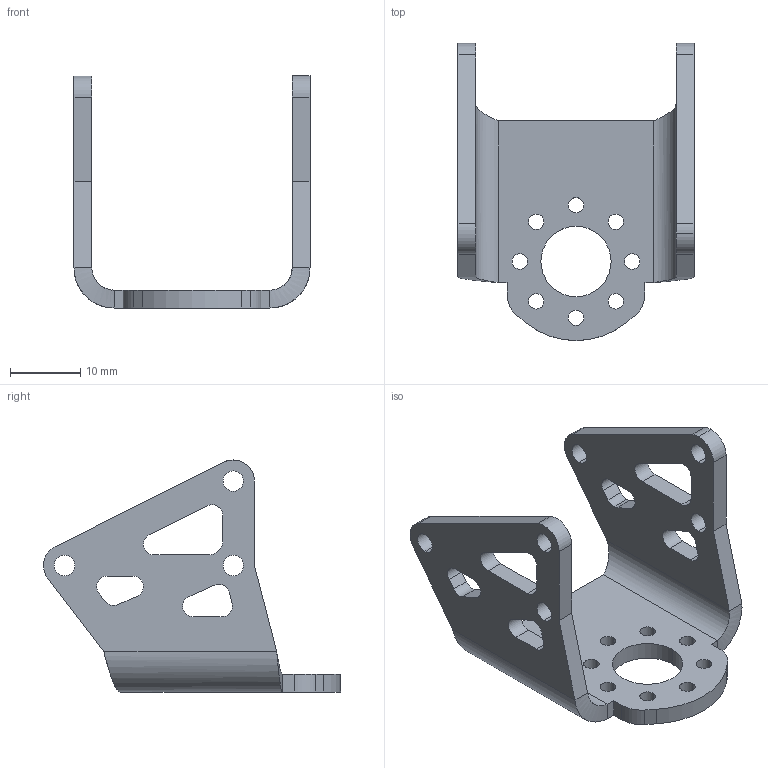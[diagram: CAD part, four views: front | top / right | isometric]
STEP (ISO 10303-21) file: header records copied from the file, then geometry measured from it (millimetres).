
FILE_DESCRIPTION (( 'STEP AP214' ), '1' );
FILE_NAME ('G_Mount.STEP', '2024-01-07T19:57:32', ( '' ), ( '' ), 'SwSTEP 2.0', 'SolidWorks 2022', '' );
FILE_SCHEMA (( 'AUTOMOTIVE_DESIGN' ));
Length unit declared in the file: millimetre
Products named in the file (1): G_Mount
Bounding box: 33.58 x 42.25 x 33 mm (x, y, z)
Volume: 4687.1 mm3; surface area: 4989.7 mm2
Topology: 1 solids, 1 shells, 110 faces, 308 edges, 200 vertices
Faces by surface type: cylinder 67, plane 39, bspline 4
Entity records: 3964 total; most frequent: CARTESIAN_POINT 923, DIRECTION 640, ORIENTED_EDGE 616, EDGE_CURVE 308, AXIS2_PLACEMENT_3D 233, VERTEX_POINT 200, VECTOR 174, LINE 174
